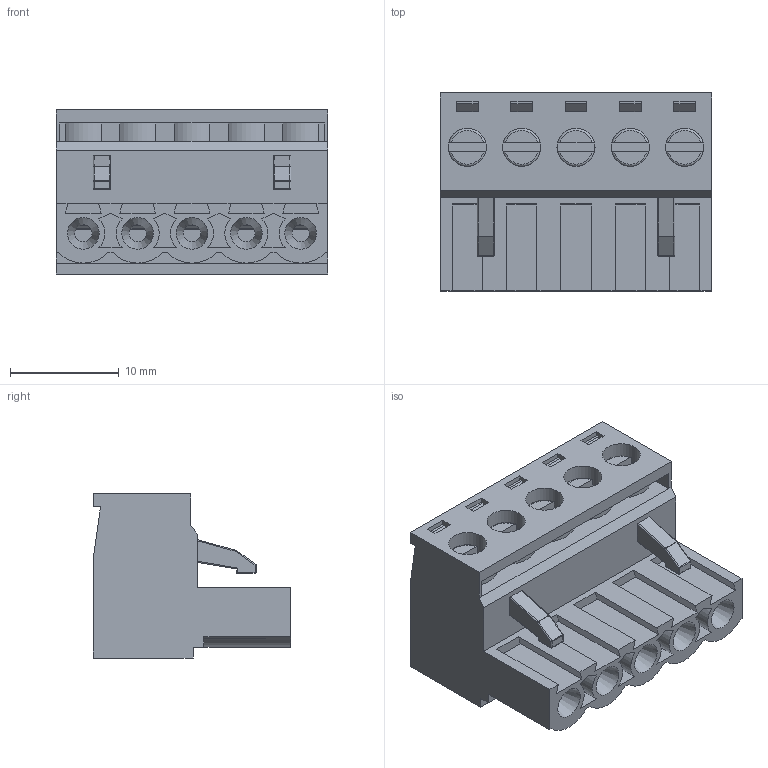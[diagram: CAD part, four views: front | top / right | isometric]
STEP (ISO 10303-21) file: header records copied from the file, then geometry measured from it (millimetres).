
FILE_DESCRIPTION( ( 'Unknown' ), '1' );
FILE_NAME( '691352710005.stp', 'Unknown', ( 'Unknown' ), ( 'Unknown' ), 'PSStep 14.0', 'Unknown', ' ' );
FILE_SCHEMA( ( 'AUTOMOTIVE_DESIGN { 1 0 10303 214 1 1 1 1 }' ) );
Length unit declared in the file: millimetre
Products named in the file (6): Assem1; 6913527100xx_PIN; 6913527100xxCAGE; 6913527100xx_VIS; 691352710005; 691352710005_COFFRE
Assembly tree (17 placements, depth 2):
  Assem1
    6913527100xx_PIN  x5
    6913527100xxCAGE  x5
    6913527100xx_VIS  x5
    691352710005
    691352710005_COFFRE
Bounding box: 25 x 18.2 x 15.1 mm (x, y, z)
Volume: 2839.8 mm3; surface area: 7530.6 mm2
Topology: 17 solids, 17 shells, 1072 faces, 2943 edges, 1918 vertices
Faces by surface type: plane 731, cylinder 295, cone 20, sphere 16, torus 10
Full cylindrical faces by diameter (mm): 2.7 x10, 3.5 x10
Entity records: 22915 total; most frequent: CARTESIAN_POINT 3217, ORIENTED_EDGE 3102, DIRECTION 2973, EDGE_CURVE 1551, LINE 1313, VECTOR 1313, VERTEX_POINT 1022, AXIS2_PLACEMENT_3D 830
